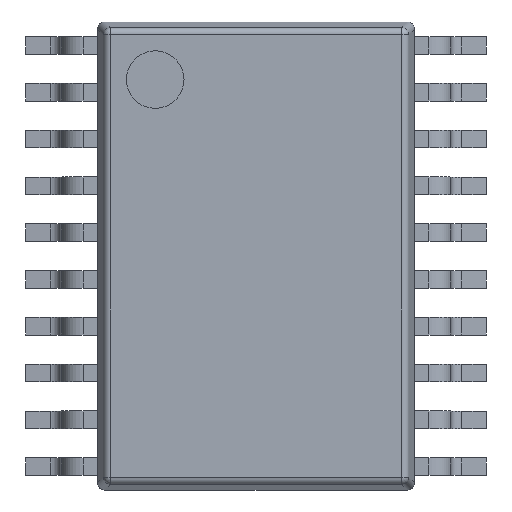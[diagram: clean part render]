
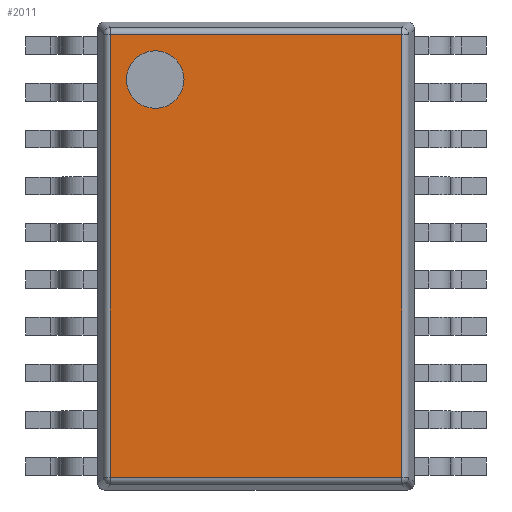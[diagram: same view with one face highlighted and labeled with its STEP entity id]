
A CAD part, top view. The second image highlights one B-rep face of the part: STEP entity #2011.
In plain terms, the highlighted face is planar.
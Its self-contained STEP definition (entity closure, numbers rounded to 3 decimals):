
#762=CARTESIAN_POINT('',(-1.4,0.45,-2.45));
#763=DIRECTION('',(0.,-1.,0.));
#764=DIRECTION('',(1.,0.,0.));
#765=AXIS2_PLACEMENT_3D('',#762,#763,#764);
#770=CARTESIAN_POINT('',(-1.4,0.45,-2.45));
#771=DIRECTION('',(0.,-1.,0.));
#772=DIRECTION('',(-1.,0.,0.));
#773=AXIS2_PLACEMENT_3D('',#770,#771,#772);
#778=DIRECTION('',(0.,0.,1.));
#779=VECTOR('',#778,6.147);
#780=CARTESIAN_POINT('',(-2.023,0.45,-3.073));
#781=LINE('',#780,#779);
#785=DIRECTION('',(-1.,0.,0.));
#786=VECTOR('',#785,4.047);
#787=CARTESIAN_POINT('',(2.023,0.45,-3.073));
#788=LINE('',#787,#786);
#792=DIRECTION('',(0.,0.,-1.));
#793=VECTOR('',#792,6.147);
#794=CARTESIAN_POINT('',(2.023,0.45,3.073));
#795=LINE('',#794,#793);
#799=DIRECTION('',(1.,0.,0.));
#800=VECTOR('',#799,4.047);
#801=CARTESIAN_POINT('',(-2.023,0.45,3.073));
#802=LINE('',#801,#800);
#1253=CARTESIAN_POINT('',(-1.,0.45,-2.45));
#1254=CARTESIAN_POINT('',(-1.8,0.45,-2.45));
#1255=VERTEX_POINT('',#1253);
#1256=VERTEX_POINT('',#1254);
#1269=CARTESIAN_POINT('',(-2.023,0.45,-3.073));
#1270=CARTESIAN_POINT('',(-2.023,0.45,3.073));
#1271=VERTEX_POINT('',#1269);
#1272=VERTEX_POINT('',#1270);
#1277=CARTESIAN_POINT('',(2.023,0.45,3.073));
#1278=CARTESIAN_POINT('',(2.023,0.45,-3.073));
#1279=VERTEX_POINT('',#1277);
#1280=VERTEX_POINT('',#1278);
#1994=CARTESIAN_POINT('',(0.,0.45,0.));
#1995=DIRECTION('',(0.,1.,0.));
#1996=DIRECTION('',(1.,0.,0.));
#1997=AXIS2_PLACEMENT_3D('',#1994,#1995,#1996);
#1998=PLANE('',#1997);
#1999=ORIENTED_EDGE('',*,*,#1918,.F.);
#2000=ORIENTED_EDGE('',*,*,#1985,.F.);
#2001=ORIENTED_EDGE('',*,*,#1827,.F.);
#2002=ORIENTED_EDGE('',*,*,#1856,.F.);
#2003=EDGE_LOOP('',(#1999,#2000,#2001,#2002));
#2004=FACE_OUTER_BOUND('',#2003,.F.);
#2006=ORIENTED_EDGE('',*,*,#2005,.F.);
#2008=ORIENTED_EDGE('',*,*,#2007,.F.);
#2009=EDGE_LOOP('',(#2006,#2008));
#2010=FACE_BOUND('',#2009,.F.);
#766=CIRCLE('',#765,0.4);
#774=CIRCLE('',#773,0.4);
#1827=EDGE_CURVE('',#1279,#1280,#795,.T.);
#1856=EDGE_CURVE('',#1272,#1279,#802,.T.);
#1918=EDGE_CURVE('',#1271,#1272,#781,.T.);
#1985=EDGE_CURVE('',#1280,#1271,#788,.T.);
#2005=EDGE_CURVE('',#1255,#1256,#766,.T.);
#2007=EDGE_CURVE('',#1256,#1255,#774,.T.);
#2011=ADVANCED_FACE('',(#2004,#2010),#1998,.T.);
